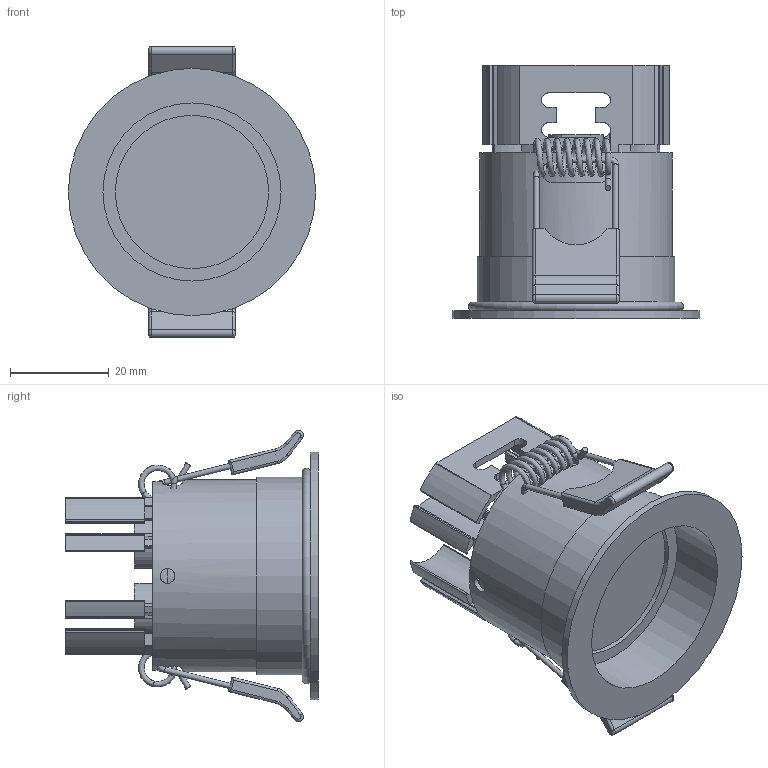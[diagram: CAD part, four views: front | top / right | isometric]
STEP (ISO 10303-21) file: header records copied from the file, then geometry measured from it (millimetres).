
FILE_DESCRIPTION (( 'STEP AP214' ), '1' );
FILE_NAME ('3401-A4W-50 - Commerciale.STEP', '2021-06-25T08:45:57', ( '' ), ( '' ), 'SwSTEP 2.0', 'SolidWorks 2020', '' );
FILE_SCHEMA (( 'AUTOMOTIVE_DESIGN' ));
Length unit declared in the file: millimetre
Products named in the file (1): 3401-A4W-50 - Commerciale
Bounding box: 50 x 51.1 x 58.88 mm (x, y, z)
Surface area: 22502.4 mm2 (no closed solid volume)
Topology: 0 solids, 11 shells, 348 faces, 1217 edges, 870 vertices
Faces by surface type: cylinder 176, plane 137, torus 23, bspline 12
Full cylindrical faces by diameter (mm): 1.1 x8, 2.5 x1, 3 x2, 3.3 x1, 7 x1, 24 x1, 31 x1, 36 x1, 37 x1, 39 x1, 40 x1, 50 x1
Entity records: 19632 total; most frequent: CARTESIAN_POINT 5650, DIRECTION 2066, ORIENTED_EDGE 2049, EDGE_CURVE 1172, VERTEX_POINT 864, AXIS2_PLACEMENT_3D 752, VECTOR 562, LINE 562
